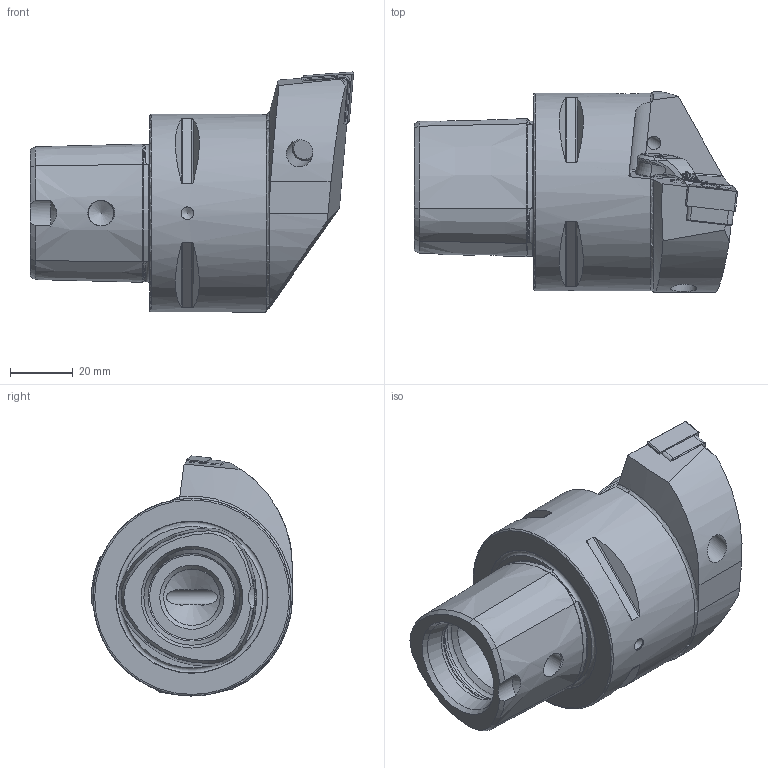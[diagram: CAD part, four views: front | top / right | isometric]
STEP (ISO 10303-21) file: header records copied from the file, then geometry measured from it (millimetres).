
FILE_DESCRIPTION (( 'STEP AP203' ), '1' );
FILE_NAME ('PS6-PCE.LLA.065-HP.STEP', '2023-02-13T10:20:40', ( '' ), ( '' ), 'SwSTEP 2.0', 'SolidWorks 2017', '' );
FILE_SCHEMA (( 'CONFIG_CONTROL_DESIGN' ));
Length unit declared in the file: millimetre
Products named in the file (14): CHP-ER1.008.014_A; WCE-ER3.101.000_A; ISO 8752 2x8; WCE-ER1.101.000; DIN 3771 - 6.5x1.5; WCE-ER2.101.004_A; WCE-ER4.101.020_A; CHP-PCX.000.022_D《e; DIN 3771 - 13x1; CNMG160604; DIN 7991 - M5x18; PS6-PCE.LLA.065-HP; CHP-PCX.000.022_B; PS6-PCE.LLA.065-HP_B
Assembly tree (13 placements, depth 3):
  PS6-PCE.LLA.065-HP
    PS6-PCE.LLA.065-HP_B
    WCE-ER3.101.000_A
    WCE-ER4.101.020_A
    CNMG160604
    WCE-ER2.101.004_A
    CHP-PCX.000.022_D《e
      DIN 3771 - 13x1
      DIN 3771 - 6.5x1.5
      CHP-PCX.000.022_B
      DIN 7991 - M5x18
    ISO 8752 2x8
    CHP-ER1.008.014_A
    WCE-ER1.101.000
Bounding box: 103 x 63.94 x 76.49 mm (x, y, z)
Volume: 184602 mm3; surface area: 36500 mm2
Topology: 12 solids, 12 shells, 434 faces, 1088 edges, 675 vertices
Faces by surface type: plane 147, cylinder 105, cone 91, bspline 49, torus 42
Full cylindrical faces by diameter (mm): 2 x1, 3 x1, 3.55 x1, 4 x1, 4.2 x3, 5 x2, 5.3 x1, 5.5 x1, 6 x1, 6.35 x1, 6.4 x1, 7 x2, 7.9 x2, 8 x2, 8.05 x1, 8.1 x2, 8.4 x1, 10 x1, 13 x1, 13.4 x1, 14.85 x2, 15 x1, 18 x1, 28 x2, 32 x1, 63 x1
Entity records: 17245 total; most frequent: CARTESIAN_POINT 6646, ORIENTED_EDGE 1906, DIRECTION 1746, EDGE_CURVE 953, AXIS2_PLACEMENT_3D 705, VERTEX_POINT 638, EDGE_LOOP 549, FACE_OUTER_BOUND 478
